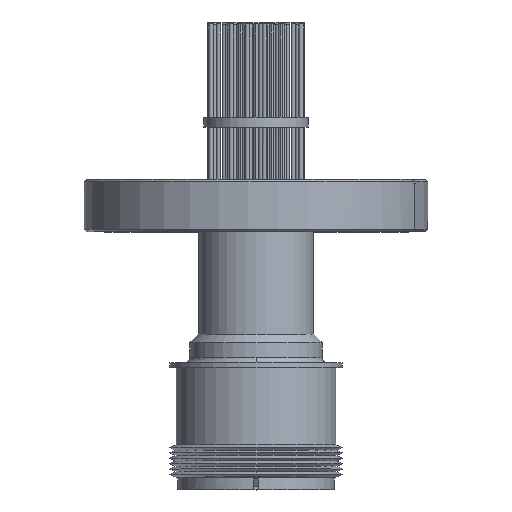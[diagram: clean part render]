
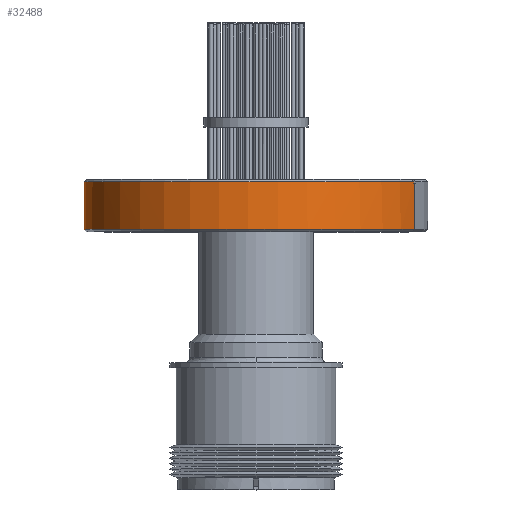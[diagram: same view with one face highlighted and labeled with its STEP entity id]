
A CAD part, top view. The second image highlights one B-rep face of the part: STEP entity #32488.
In plain terms, the highlighted cylindrical face has radius 56.769 mm (diameter 113.538 mm), a partial arc.
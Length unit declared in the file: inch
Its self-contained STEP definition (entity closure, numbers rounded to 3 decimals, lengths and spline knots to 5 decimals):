
#2443 = EDGE_LOOP ( 'NONE', ( #18538, #18539, #18540, #18541, #18542, #18543, #18544, #18545 ) ) ;
#3122 = CARTESIAN_POINT ( 'NONE',  ( 2.06487, -0.59, 0.8553 ) ) ;
#3124 = CARTESIAN_POINT ( 'NONE',  ( -2.06487, -0.59, -0.8553 ) ) ;
#3126 = CARTESIAN_POINT ( 'NONE',  ( -2.06487, 0.009, -0.8553 ) ) ;
#3164 = CARTESIAN_POINT ( 'NONE',  ( 2.05281, 0.03, 0.88386 ) ) ;
#3465 = CARTESIAN_POINT ( 'NONE',  ( 2.06487, 0.009, 0.8553 ) ) ;
#3467 = CARTESIAN_POINT ( 'NONE',  ( -2.07654, 0.03, -0.82657 ) ) ;
#3476 = CARTESIAN_POINT ( 'NONE',  ( -2.07654, 0.009, -0.82657 ) ) ;
#3479 = CARTESIAN_POINT ( 'NONE',  ( 2.05281, 0.009, 0.88386 ) ) ;
#7777 = AXIS2_PLACEMENT_3D ( 'NONE', #25948, #25945, #25941 ) ;
#11246 = FACE_OUTER_BOUND ( 'NONE', #2443, .T. ) ;
#11248 = CYLINDRICAL_SURFACE ( 'NONE', #7777, 2.235 ) ;
#12876 = LINE ( 'NONE', #32192, #12885 ) ;
#12885 = VECTOR ( 'NONE', #32198, 39.37008 ) ;
#12894 = LINE ( 'NONE', #32209, #12902 ) ;
#12902 = VECTOR ( 'NONE', #32208, 39.37008 ) ;
#12949 = CIRCLE ( 'NONE', #16493, 2.235 ) ;
#12973 = LINE ( 'NONE', #32303, #12986 ) ;
#12975 = CIRCLE ( 'NONE', #16501, 2.235 ) ;
#12979 = CIRCLE ( 'NONE', #16500, 2.235 ) ;
#12983 = LINE ( 'NONE', #32311, #12990 ) ;
#12986 = VECTOR ( 'NONE', #32304, 39.37008 ) ;
#12988 = CIRCLE ( 'NONE', #16502, 2.235 ) ;
#12990 = VECTOR ( 'NONE', #32312, 39.37008 ) ;
#16493 = AXIS2_PLACEMENT_3D ( 'NONE', #32269, #32270, #32271 ) ;
#16500 = AXIS2_PLACEMENT_3D ( 'NONE', #32305, #32306, #32307 ) ;
#16501 = AXIS2_PLACEMENT_3D ( 'NONE', #32308, #32309, #32310 ) ;
#16502 = AXIS2_PLACEMENT_3D ( 'NONE', #32313, #32314, #32315 ) ;
#17812 = EDGE_CURVE ( 'NONE', #21523, #21524, #12876, .T. ) ;
#17818 = EDGE_CURVE ( 'NONE', #21522, #21925, #12894, .T. ) ;
#17838 = EDGE_CURVE ( 'NONE', #21927, #21557, #12949, .T. ) ;
#17851 = EDGE_CURVE ( 'NONE', #21523, #21522, #12979, .T. ) ;
#17852 = EDGE_CURVE ( 'NONE', #21939, #21925, #12975, .T. ) ;
#17853 = EDGE_CURVE ( 'NONE', #21557, #21939, #12973, .T. ) ;
#17854 = EDGE_CURVE ( 'NONE', #21936, #21927, #12983, .T. ) ;
#17855 = EDGE_CURVE ( 'NONE', #21524, #21936, #12988, .T. ) ;
#18538 = ORIENTED_EDGE ( 'NONE', *, *, #17812, .F. ) ;
#18539 = ORIENTED_EDGE ( 'NONE', *, *, #17851, .T. ) ;
#18540 = ORIENTED_EDGE ( 'NONE', *, *, #17818, .T. ) ;
#18541 = ORIENTED_EDGE ( 'NONE', *, *, #17852, .F. ) ;
#18542 = ORIENTED_EDGE ( 'NONE', *, *, #17853, .F. ) ;
#18543 = ORIENTED_EDGE ( 'NONE', *, *, #17838, .F. ) ;
#18544 = ORIENTED_EDGE ( 'NONE', *, *, #17854, .F. ) ;
#18545 = ORIENTED_EDGE ( 'NONE', *, *, #17855, .F. ) ;
#21522 = VERTEX_POINT ( 'NONE', #3122 ) ;
#21523 = VERTEX_POINT ( 'NONE', #3124 ) ;
#21524 = VERTEX_POINT ( 'NONE', #3126 ) ;
#21557 = VERTEX_POINT ( 'NONE', #3164 ) ;
#21925 = VERTEX_POINT ( 'NONE', #3465 ) ;
#21927 = VERTEX_POINT ( 'NONE', #3467 ) ;
#21936 = VERTEX_POINT ( 'NONE', #3476 ) ;
#21939 = VERTEX_POINT ( 'NONE', #3479 ) ;
#25941 = DIRECTION ( 'NONE',  ( 0.924, 0., 0.383 ) ) ;
#25945 = DIRECTION ( 'NONE',  ( 0., 1., 0. ) ) ;
#25948 = CARTESIAN_POINT ( 'NONE',  ( 0., 0., 0. ) ) ;
#32192 = CARTESIAN_POINT ( 'NONE',  ( -2.06487, 0., -0.8553 ) ) ;
#32198 = DIRECTION ( 'NONE',  ( 0., 1., 0. ) ) ;
#32208 = DIRECTION ( 'NONE',  ( 0., 1., 0. ) ) ;
#32209 = CARTESIAN_POINT ( 'NONE',  ( 2.06487, 0., 0.8553 ) ) ;
#32269 = CARTESIAN_POINT ( 'NONE',  ( 0., 0.03, 0. ) ) ;
#32270 = DIRECTION ( 'NONE',  ( 0., 1., 0. ) ) ;
#32271 = DIRECTION ( 'NONE',  ( 0.924, 0., 0.383 ) ) ;
#32303 = CARTESIAN_POINT ( 'NONE',  ( 2.05281, 0., 0.88386 ) ) ;
#32304 = DIRECTION ( 'NONE',  ( 0., -1., 0. ) ) ;
#32305 = CARTESIAN_POINT ( 'NONE',  ( 0., -0.59, 0. ) ) ;
#32306 = DIRECTION ( 'NONE',  ( 0., 1., 0. ) ) ;
#32307 = DIRECTION ( 'NONE',  ( 0.924, 0., 0.383 ) ) ;
#32308 = CARTESIAN_POINT ( 'NONE',  ( 0., 0.009, 0. ) ) ;
#32309 = DIRECTION ( 'NONE',  ( 0., 1., 0. ) ) ;
#32310 = DIRECTION ( 'NONE',  ( -0.924, 0., -0.383 ) ) ;
#32311 = CARTESIAN_POINT ( 'NONE',  ( -2.07654, 0., -0.82657 ) ) ;
#32312 = DIRECTION ( 'NONE',  ( 0., 1., 0. ) ) ;
#32313 = CARTESIAN_POINT ( 'NONE',  ( 0., 0.009, 0. ) ) ;
#32314 = DIRECTION ( 'NONE',  ( 0., 1., 0. ) ) ;
#32315 = DIRECTION ( 'NONE',  ( -0.924, 0., -0.383 ) ) ;
#32488 = ADVANCED_FACE ( 'NONE', ( #11246 ), #11248, .T. ) ;
